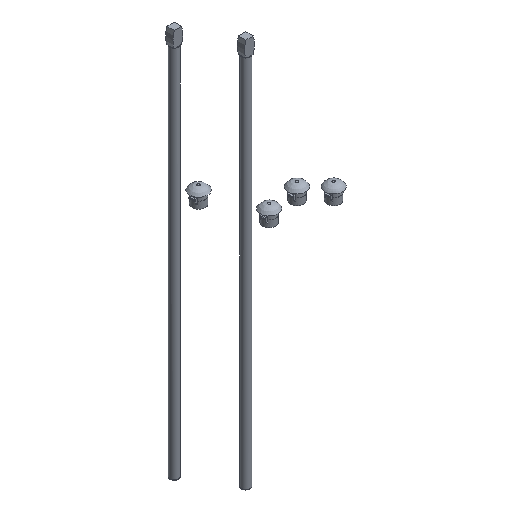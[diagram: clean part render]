
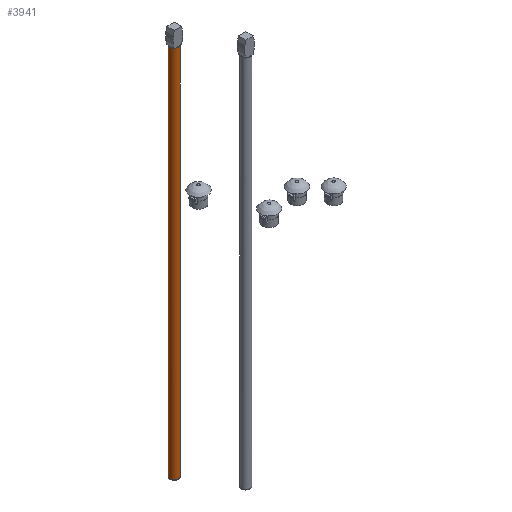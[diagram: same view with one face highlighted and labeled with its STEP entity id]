
A CAD part, isometric view. The second image highlights one B-rep face of the part: STEP entity #3941.
In plain terms, the highlighted cylindrical face has radius 1.714 mm (diameter 3.429 mm), a full revolution.
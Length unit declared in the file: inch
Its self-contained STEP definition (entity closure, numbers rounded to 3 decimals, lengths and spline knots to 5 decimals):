
#35 = VERTEX_POINT ( 'NONE', #12290 ) ;
#59 = EDGE_CURVE ( 'NONE', #10965, #9062, #4193, .T. ) ;
#276 = ORIENTED_EDGE ( 'NONE', *, *, #1970, .T. ) ;
#325 = ORIENTED_EDGE ( 'NONE', *, *, #59, .T. ) ;
#421 = AXIS2_PLACEMENT_3D ( 'NONE', #2267, #5843, #9924 ) ;
#684 = ORIENTED_EDGE ( 'NONE', *, *, #12066, .T. ) ;
#915 = AXIS2_PLACEMENT_3D ( 'NONE', #4508, #6333, #9162 ) ;
#984 = AXIS2_PLACEMENT_3D ( 'NONE', #2349, #5275, #3332 ) ;
#1102 = CARTESIAN_POINT ( 'NONE',  ( -0.7284, 0.48721, 0.26334 ) ) ;
#1301 = EDGE_LOOP ( 'NONE', ( #4373 ) ) ;
#1450 = ORIENTED_EDGE ( 'NONE', *, *, #3188, .T. ) ;
#1527 = DIRECTION ( 'NONE',  ( 0., 0., 1. ) ) ;
#1756 = CARTESIAN_POINT ( 'NONE',  ( -0.65769, 0.48721, 0.26334 ) ) ;
#1862 = DIRECTION ( 'NONE',  ( -1., 0., 0. ) ) ;
#1970 = EDGE_CURVE ( 'NONE', #3619, #35, #7866, .T. ) ;
#1973 = CIRCLE ( 'NONE', #984, 0.0675 ) ;
#2067 = CARTESIAN_POINT ( 'NONE',  ( -0.69304, 0.42971, 0.26334 ) ) ;
#2139 = DIRECTION ( 'NONE',  ( -1., 0., 0. ) ) ;
#2244 = EDGE_CURVE ( 'NONE', #5443, #5443, #11784, .T. ) ;
#2267 = CARTESIAN_POINT ( 'NONE',  ( -0.69304, 0.42971, 0.26334 ) ) ;
#2309 = ORIENTED_EDGE ( 'NONE', *, *, #7091, .T. ) ;
#2349 = CARTESIAN_POINT ( 'NONE',  ( -0.69304, 0.42971, 0.26334 ) ) ;
#2455 = AXIS2_PLACEMENT_3D ( 'NONE', #10238, #6289, #10120 ) ;
#2752 = DIRECTION ( 'NONE',  ( 0., 0., -1. ) ) ;
#2868 = EDGE_CURVE ( 'NONE', #3681, #8782, #10809, .T. ) ;
#2954 = VERTEX_POINT ( 'NONE', #7733 ) ;
#3188 = EDGE_CURVE ( 'NONE', #8782, #9369, #4400, .T. ) ;
#3332 = DIRECTION ( 'NONE',  ( -1., 0., 0. ) ) ;
#3522 = CARTESIAN_POINT ( 'NONE',  ( -0.63554, 0.46506, 0.26334 ) ) ;
#3619 = VERTEX_POINT ( 'NONE', #3522 ) ;
#3681 = VERTEX_POINT ( 'NONE', #4657 ) ;
#3717 = AXIS2_PLACEMENT_3D ( 'NONE', #4758, #2752, #7567 ) ;
#3910 = DIRECTION ( 'NONE',  ( -1., 0., 0. ) ) ;
#3941 = ADVANCED_FACE ( 'NONE', ( #11095, #11036 ), #10102, .T. ) ;
#4099 = CIRCLE ( 'NONE', #9509, 0.0675 ) ;
#4193 = CIRCLE ( 'NONE', #421, 0.0675 ) ;
#4372 = CARTESIAN_POINT ( 'NONE',  ( -0.75054, 0.39435, 0.26334 ) ) ;
#4373 = ORIENTED_EDGE ( 'NONE', *, *, #2244, .T. ) ;
#4400 = CIRCLE ( 'NONE', #7405, 0.0675 ) ;
#4508 = CARTESIAN_POINT ( 'NONE',  ( -0.69304, 0.42971, 0.26334 ) ) ;
#4657 = CARTESIAN_POINT ( 'NONE',  ( -0.7284, 0.37221, 0.26334 ) ) ;
#4659 = CARTESIAN_POINT ( 'NONE',  ( -0.69304, 0.42971, 0.26334 ) ) ;
#4723 = EDGE_LOOP ( 'NONE', ( #325, #5299, #276, #6637, #684, #11966, #1450, #2309 ) ) ;
#4758 = CARTESIAN_POINT ( 'NONE',  ( -0.69304, 0.42971, 0.26334 ) ) ;
#5275 = DIRECTION ( 'NONE',  ( 0., 0., -1. ) ) ;
#5299 = ORIENTED_EDGE ( 'NONE', *, *, #11549, .T. ) ;
#5443 = VERTEX_POINT ( 'NONE', #12162 ) ;
#5720 = CARTESIAN_POINT ( 'NONE',  ( -0.75054, 0.46506, 0.26334 ) ) ;
#5843 = DIRECTION ( 'NONE',  ( 0., 0., -1. ) ) ;
#5868 = AXIS2_PLACEMENT_3D ( 'NONE', #6896, #8840, #2139 ) ;
#5872 = DIRECTION ( 'NONE',  ( -1., 0., 0. ) ) ;
#5996 = DIRECTION ( 'NONE',  ( 0., 0., -1. ) ) ;
#6289 = DIRECTION ( 'NONE',  ( 0., 0., -1. ) ) ;
#6291 = CIRCLE ( 'NONE', #915, 0.0675 ) ;
#6333 = DIRECTION ( 'NONE',  ( 0., 0., -1. ) ) ;
#6637 = ORIENTED_EDGE ( 'NONE', *, *, #11852, .T. ) ;
#6896 = CARTESIAN_POINT ( 'NONE',  ( -0.69304, 0.42971, 0.26334 ) ) ;
#7091 = EDGE_CURVE ( 'NONE', #9369, #10965, #8069, .T. ) ;
#7405 = AXIS2_PLACEMENT_3D ( 'NONE', #4659, #10549, #1862 ) ;
#7483 = DIRECTION ( 'NONE',  ( 0., 0., -1. ) ) ;
#7567 = DIRECTION ( 'NONE',  ( -1., 0., 0. ) ) ;
#7733 = CARTESIAN_POINT ( 'NONE',  ( -0.65769, 0.37221, 0.26334 ) ) ;
#7866 = CIRCLE ( 'NONE', #2455, 0.0675 ) ;
#8069 = CIRCLE ( 'NONE', #5868, 0.0675 ) ;
#8782 = VERTEX_POINT ( 'NONE', #4372 ) ;
#8817 = AXIS2_PLACEMENT_3D ( 'NONE', #9442, #7483, #3910 ) ;
#8840 = DIRECTION ( 'NONE',  ( 0., 0., -1. ) ) ;
#9062 = VERTEX_POINT ( 'NONE', #1756 ) ;
#9162 = DIRECTION ( 'NONE',  ( -1., 0., 0. ) ) ;
#9182 = AXIS2_PLACEMENT_3D ( 'NONE', #12029, #1527, #9208 ) ;
#9208 = DIRECTION ( 'NONE',  ( -1., 0., 0. ) ) ;
#9369 = VERTEX_POINT ( 'NONE', #5720 ) ;
#9442 = CARTESIAN_POINT ( 'NONE',  ( -0.69304, 0.42971, 0.26334 ) ) ;
#9509 = AXIS2_PLACEMENT_3D ( 'NONE', #2067, #5996, #5872 ) ;
#9924 = DIRECTION ( 'NONE',  ( -1., 0., 0. ) ) ;
#10102 = CYLINDRICAL_SURFACE ( 'NONE', #3717, 0.0675 ) ;
#10120 = DIRECTION ( 'NONE',  ( -1., 0., 0. ) ) ;
#10238 = CARTESIAN_POINT ( 'NONE',  ( -0.69304, 0.42971, 0.26334 ) ) ;
#10549 = DIRECTION ( 'NONE',  ( 0., 0., -1. ) ) ;
#10809 = CIRCLE ( 'NONE', #8817, 0.0675 ) ;
#10965 = VERTEX_POINT ( 'NONE', #1102 ) ;
#11036 = FACE_OUTER_BOUND ( 'NONE', #4723, .T. ) ;
#11095 = FACE_OUTER_BOUND ( 'NONE', #1301, .T. ) ;
#11549 = EDGE_CURVE ( 'NONE', #9062, #3619, #1973, .T. ) ;
#11784 = CIRCLE ( 'NONE', #9182, 0.0675 ) ;
#11852 = EDGE_CURVE ( 'NONE', #35, #2954, #6291, .T. ) ;
#11966 = ORIENTED_EDGE ( 'NONE', *, *, #2868, .T. ) ;
#12029 = CARTESIAN_POINT ( 'NONE',  ( -0.69304, 0.42971, -5.59682 ) ) ;
#12066 = EDGE_CURVE ( 'NONE', #2954, #3681, #4099, .T. ) ;
#12162 = CARTESIAN_POINT ( 'NONE',  ( -0.76054, 0.42971, -5.59682 ) ) ;
#12290 = CARTESIAN_POINT ( 'NONE',  ( -0.63554, 0.39435, 0.26334 ) ) ;
